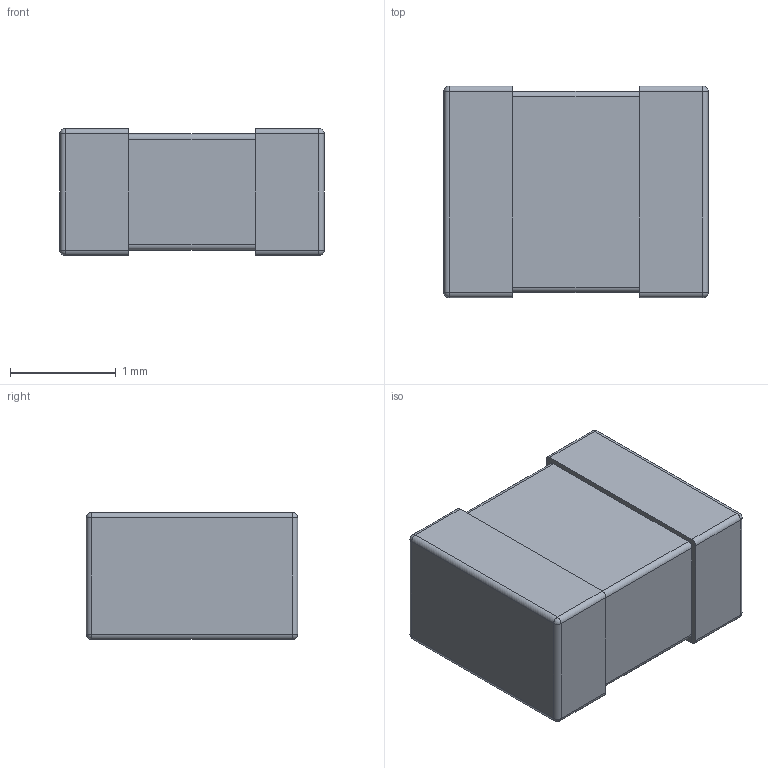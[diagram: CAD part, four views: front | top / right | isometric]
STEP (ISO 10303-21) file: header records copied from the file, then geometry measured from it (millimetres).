
FILE_DESCRIPTION(('FreeCAD Model'),'2;1');
FILE_NAME('smd-inductor-2520.step','2019-02-05T18:21:04',('Author'),(''), 'Open CASCADE STEP processor 6.8','FreeCAD','Unknown');
FILE_SCHEMA(('AUTOMOTIVE_DESIGN_CC2 { 1 2 10303 214 -1 1 5 4 }'));
Length unit declared in the file: millimetre
Products named in the file (1): Fillet002
Bounding box: 2.5 x 2 x 1.2 mm (x, y, z)
Volume: 5.6 mm3; surface area: 20.4 mm2
Topology: 1 solids, 1 shells, 52 faces, 122 edges, 64 vertices
Faces by surface type: plane 24, cylinder 20, sphere 8
Entity records: 3238 total; most frequent: CARTESIAN_POINT 533, DIRECTION 449, LINE 254, VECTOR 254, ORIENTED_EDGE 228, PCURVE 228, DEFINITIONAL_REPRESENTATION 228, EDGE_CURVE 114
